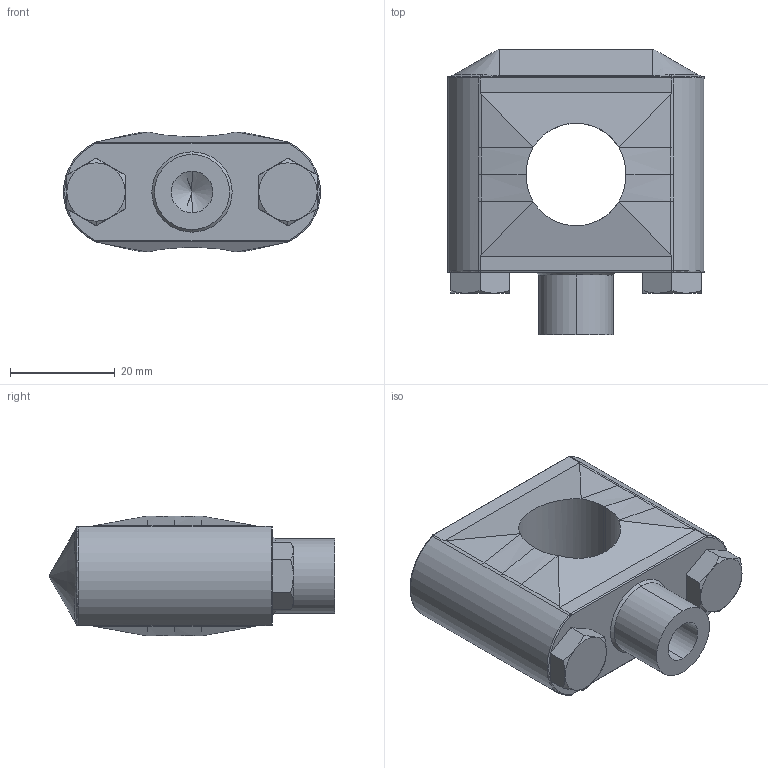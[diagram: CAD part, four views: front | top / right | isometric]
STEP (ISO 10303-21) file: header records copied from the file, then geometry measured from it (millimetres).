
FILE_DESCRIPTION (( 'STEP AP214' ), '1' );
FILE_NAME ('CSDBMTC0.75T304ZP.STEP', '2023-05-29T04:46:46', ( '' ), ( '' ), 'SwSTEP 2.0', 'SolidWorks 2018', '' );
FILE_SCHEMA (( 'AUTOMOTIVE_DESIGN' ));
Length unit declared in the file: inch
Products named in the file (1): CSDBMTC0.75T304ZP
Bounding box: 48.94 x 54.44 x 22.86 mm (x, y, z)
Volume: 32154.5 mm3; surface area: 8185.2 mm2
Topology: 1 solids, 1 shells, 125 faces, 298 edges, 173 vertices
Faces by surface type: plane 42, bspline 26, cylinder 23, cone 20, torus 12, sphere 2
Entity records: 4466 total; most frequent: CARTESIAN_POINT 1835, ORIENTED_EDGE 592, DIRECTION 450, EDGE_CURVE 296, VERTEX_POINT 173, AXIS2_PLACEMENT_3D 170, EDGE_LOOP 127, ADVANCED_FACE 125
